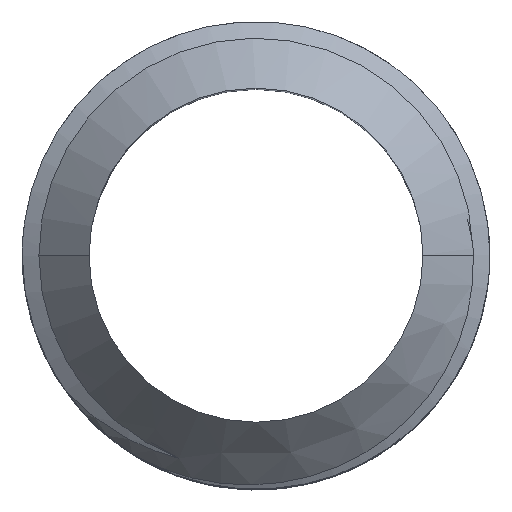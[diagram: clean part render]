
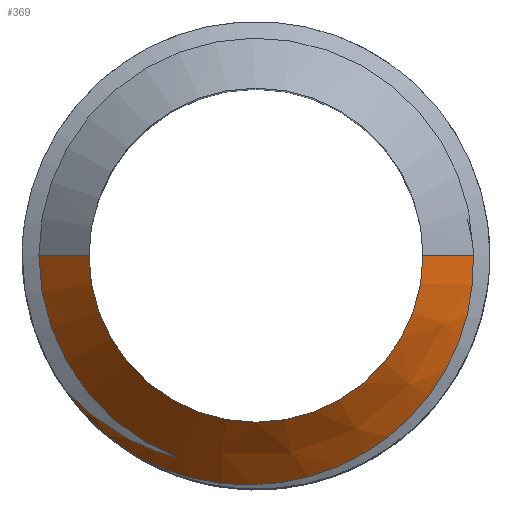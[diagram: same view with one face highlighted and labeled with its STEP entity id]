
A CAD part, top view. The second image highlights one B-rep face of the part: STEP entity #369.
In plain terms, the highlighted conical face has half-angle 45 degrees and reference radius 5 mm.
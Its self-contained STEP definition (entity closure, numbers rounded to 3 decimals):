
#84 = CIRCLE ( 'NONE', #342, 5. ) ;
#93 = LINE ( 'NONE', #1483, #94 ) ;
#94 = VECTOR ( 'NONE', #1484, 1000. ) ;
#95 = LINE ( 'NONE', #1498, #97 ) ;
#97 = VECTOR ( 'NONE', #1499, 1000. ) ;
#134 = CIRCLE ( 'NONE', #379, 6.5 ) ;
#138 = CIRCLE ( 'NONE', #381, 7. ) ;
#170 = FACE_OUTER_BOUND ( 'NONE', #375, .T. ) ;
#171 = CONICAL_SURFACE ( 'NONE', #398, 5., 0.785 ) ;
#219 = B_SPLINE_CURVE_WITH_KNOTS ( 'NONE', 3,
 ( #937, #938, #939, #940, #941, #942, #943, #944, #945, #946, #947, #948, #949, #950, #951, #952, #953, #954, #955, #956, #957, #958, #959, #960, #961, #962, #963, #964, #965 ),
 .UNSPECIFIED., .F., .F.,
 ( 4, 2, 2, 2, 2, 1, 2, 2, 2, 2, 2, 2, 2, 2, 4 ),
 ( 0., 0.002, 0.003, 0.004, 0.005, 0.006, 0.006, 0.007, 0.008, 0.009, 0.011, 0.012, 0.013, 0.014, 0.015 ),
 .UNSPECIFIED. ) ;
#249 = EDGE_CURVE ( 'NONE', #1095, #1152, #84, .T. ) ;
#266 = EDGE_CURVE ( 'NONE', #1149, #1121, #1232, .T. ) ;
#269 = EDGE_CURVE ( 'NONE', #1152, #1134, #93, .T. ) ;
#272 = EDGE_CURVE ( 'NONE', #1095, #1142, #95, .T. ) ;
#323 = EDGE_CURVE ( 'NONE', #1121, #1134, #134, .T. ) ;
#327 = EDGE_CURVE ( 'NONE', #1130, #1149, #138, .T. ) ;
#342 = AXIS2_PLACEMENT_3D ( 'NONE', #1316, #1384, #1317 ) ;
#369 = ADVANCED_FACE ( 'NONE', ( #170 ), #171, .T. ) ;
#375 = EDGE_LOOP ( 'NONE', ( #2167, #2163, #1205, #1206, #1207, #1208, #1209 ) ) ;
#379 = AXIS2_PLACEMENT_3D ( 'NONE', #1756, #1757, #1758 ) ;
#381 = AXIS2_PLACEMENT_3D ( 'NONE', #1768, #1769, #1770 ) ;
#398 = AXIS2_PLACEMENT_3D ( 'NONE', #903, #904, #905 ) ;
#903 = CARTESIAN_POINT ( 'NONE',  ( 0., 0., 0. ) ) ;
#904 = DIRECTION ( 'NONE',  ( 0., 0., -1. ) ) ;
#905 = DIRECTION ( 'NONE',  ( -1., 0., 0. ) ) ;
#937 = CARTESIAN_POINT ( 'NONE',  ( 6.507, 0., -1.507 ) ) ;
#938 = CARTESIAN_POINT ( 'NONE',  ( 6.526, -0.601, -1.526 ) ) ;
#939 = CARTESIAN_POINT ( 'NONE',  ( 6.465, -1.194, -1.547 ) ) ;
#940 = CARTESIAN_POINT ( 'NONE',  ( 6.252, -2.071, -1.579 ) ) ;
#941 = CARTESIAN_POINT ( 'NONE',  ( 6.161, -2.359, -1.59 ) ) ;
#942 = CARTESIAN_POINT ( 'NONE',  ( 5.942, -2.915, -1.612 ) ) ;
#943 = CARTESIAN_POINT ( 'NONE',  ( 5.815, -3.185, -1.623 ) ) ;
#944 = CARTESIAN_POINT ( 'NONE',  ( 5.523, -3.706, -1.645 ) ) ;
#945 = CARTESIAN_POINT ( 'NONE',  ( 5.358, -3.96, -1.656 ) ) ;
#946 = CARTESIAN_POINT ( 'NONE',  ( 4.996, -4.44, -1.677 ) ) ;
#947 = CARTESIAN_POINT ( 'NONE',  ( 4.606, -4.891, -1.699 ) ) ;
#948 = CARTESIAN_POINT ( 'NONE',  ( 4.158, -5.287, -1.719 ) ) ;
#949 = CARTESIAN_POINT ( 'NONE',  ( 3.68, -5.653, -1.739 ) ) ;
#950 = CARTESIAN_POINT ( 'NONE',  ( 3.428, -5.82, -1.748 ) ) ;
#951 = CARTESIAN_POINT ( 'NONE',  ( 2.909, -6.117, -1.767 ) ) ;
#952 = CARTESIAN_POINT ( 'NONE',  ( 2.642, -6.248, -1.777 ) ) ;
#953 = CARTESIAN_POINT ( 'NONE',  ( 2.088, -6.475, -1.797 ) ) ;
#954 = CARTESIAN_POINT ( 'NONE',  ( 1.801, -6.571, -1.807 ) ) ;
#955 = CARTESIAN_POINT ( 'NONE',  ( 0.93, -6.802, -1.838 ) ) ;
#956 = CARTESIAN_POINT ( 'NONE',  ( 0.339, -6.877, -1.86 ) ) ;
#957 = CARTESIAN_POINT ( 'NONE',  ( -0.563, -6.875, -1.891 ) ) ;
#958 = CARTESIAN_POINT ( 'NONE',  ( -0.865, -6.854, -1.902 ) ) ;
#959 = CARTESIAN_POINT ( 'NONE',  ( -1.457, -6.774, -1.923 ) ) ;
#960 = CARTESIAN_POINT ( 'NONE',  ( -1.749, -6.715, -1.933 ) ) ;
#961 = CARTESIAN_POINT ( 'NONE',  ( -2.325, -6.559, -1.953 ) ) ;
#962 = CARTESIAN_POINT ( 'NONE',  ( -2.61, -6.462, -1.963 ) ) ;
#963 = CARTESIAN_POINT ( 'NONE',  ( -3.167, -6.229, -1.982 ) ) ;
#964 = CARTESIAN_POINT ( 'NONE',  ( -3.437, -6.095, -1.991 ) ) ;
#965 = CARTESIAN_POINT ( 'NONE',  ( -3.698, -5.943, -2. ) ) ;
#986 = CARTESIAN_POINT ( 'NONE',  ( 5., 0., 0. ) ) ;
#1011 = CARTESIAN_POINT ( 'NONE',  ( -2.305, -6.077, -1.5 ) ) ;
#1019 = CARTESIAN_POINT ( 'NONE',  ( -3.698, -5.943, -2. ) ) ;
#1023 = CARTESIAN_POINT ( 'NONE',  ( -6.5, 0., -1.5 ) ) ;
#1030 = CARTESIAN_POINT ( 'NONE',  ( 6.507, 0., -1.507 ) ) ;
#1036 = CARTESIAN_POINT ( 'NONE',  ( -5.706, -4.055, -2. ) ) ;
#1039 = CARTESIAN_POINT ( 'NONE',  ( -5., 0., 0. ) ) ;
#1067 = EDGE_CURVE ( 'NONE', #1142, #1130, #219, .T. ) ;
#1095 = VERTEX_POINT ( 'NONE', #986 ) ;
#1121 = VERTEX_POINT ( 'NONE', #1011 ) ;
#1130 = VERTEX_POINT ( 'NONE', #1019 ) ;
#1134 = VERTEX_POINT ( 'NONE', #1023 ) ;
#1142 = VERTEX_POINT ( 'NONE', #1030 ) ;
#1149 = VERTEX_POINT ( 'NONE', #1036 ) ;
#1152 = VERTEX_POINT ( 'NONE', #1039 ) ;
#1205 = ORIENTED_EDGE ( 'NONE', *, *, #269, .T. ) ;
#1206 = ORIENTED_EDGE ( 'NONE', *, *, #323, .F. ) ;
#1207 = ORIENTED_EDGE ( 'NONE', *, *, #266, .F. ) ;
#1208 = ORIENTED_EDGE ( 'NONE', *, *, #327, .F. ) ;
#1209 = ORIENTED_EDGE ( 'NONE', *, *, #1067, .F. ) ;
#1232 = B_SPLINE_CURVE_WITH_KNOTS ( 'NONE', 3,
 ( #1432, #1381, #1455, #1288, #1299, #1293, #1462, #1313 ),
 .UNSPECIFIED., .F., .F.,
 ( 4, 2, 2, 4 ),
 ( 0., 0.002, 0.003, 0.004 ),
 .UNSPECIFIED. ) ;
#1288 = CARTESIAN_POINT ( 'NONE',  ( -3.872, -5.484, -1.705 ) ) ;
#1293 = CARTESIAN_POINT ( 'NONE',  ( -2.952, -5.896, -1.585 ) ) ;
#1299 = CARTESIAN_POINT ( 'NONE',  ( -3.57, -5.637, -1.664 ) ) ;
#1313 = CARTESIAN_POINT ( 'NONE',  ( -2.305, -6.077, -1.5 ) ) ;
#1316 = CARTESIAN_POINT ( 'NONE',  ( 0., 0., 0. ) ) ;
#1317 = DIRECTION ( 'NONE',  ( -1., 0., 0. ) ) ;
#1381 = CARTESIAN_POINT ( 'NONE',  ( -5.249, -4.549, -1.914 ) ) ;
#1384 = DIRECTION ( 'NONE',  ( 0., 0., -1. ) ) ;
#1432 = CARTESIAN_POINT ( 'NONE',  ( -5.706, -4.055, -2. ) ) ;
#1455 = CARTESIAN_POINT ( 'NONE',  ( -4.733, -4.968, -1.829 ) ) ;
#1462 = CARTESIAN_POINT ( 'NONE',  ( -2.633, -6., -1.544 ) ) ;
#1483 = CARTESIAN_POINT ( 'NONE',  ( -5., 0., 0. ) ) ;
#1484 = DIRECTION ( 'NONE',  ( -0.707, 0., -0.707 ) ) ;
#1498 = CARTESIAN_POINT ( 'NONE',  ( 5., 0., 0. ) ) ;
#1499 = DIRECTION ( 'NONE',  ( 0.707, 0., -0.707 ) ) ;
#1756 = CARTESIAN_POINT ( 'NONE',  ( 0., 0., -1.5 ) ) ;
#1757 = DIRECTION ( 'NONE',  ( 0., 0., -1. ) ) ;
#1758 = DIRECTION ( 'NONE',  ( 1., 0., 0. ) ) ;
#1768 = CARTESIAN_POINT ( 'NONE',  ( 0., 0., -2. ) ) ;
#1769 = DIRECTION ( 'NONE',  ( 0., 0., -1. ) ) ;
#1770 = DIRECTION ( 'NONE',  ( 1., 0., 0. ) ) ;
#2163 = ORIENTED_EDGE ( 'NONE', *, *, #249, .T. ) ;
#2167 = ORIENTED_EDGE ( 'NONE', *, *, #272, .F. ) ;
